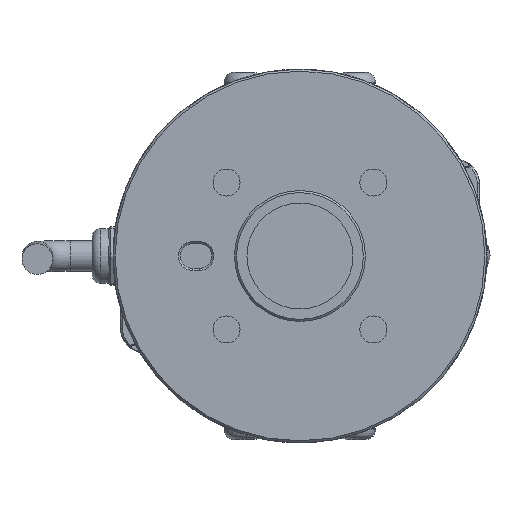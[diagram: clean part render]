
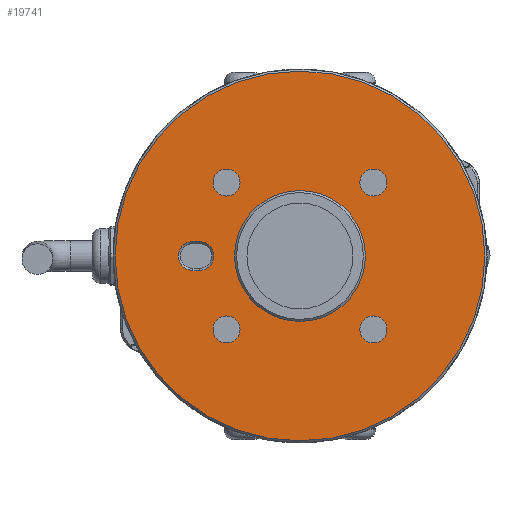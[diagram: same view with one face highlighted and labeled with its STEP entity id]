
A CAD part, front view. The second image highlights one B-rep face of the part: STEP entity #19741.
In plain terms, the highlighted planar face has unit normal (0, -1, 0).
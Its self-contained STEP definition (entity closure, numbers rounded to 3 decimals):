
#166 = VERTEX_POINT ( 'NONE', #5131 ) ;
#169 = EDGE_CURVE ( 'NONE', #166, #166, #13280, .T. ) ;
#187 = CIRCLE ( 'NONE', #3318, 44.5 ) ;
#485 = DIRECTION ( 'NONE',  ( 0., 0., 1. ) ) ;
#1495 = EDGE_CURVE ( 'NONE', #15043, #15043, #3336, .T. ) ;
#2609 = EDGE_CURVE ( 'NONE', #9465, #9465, #20318, .T. ) ;
#2967 = CARTESIAN_POINT ( 'NONE',  ( -25.75, -11., 3.5 ) ) ;
#3318 = AXIS2_PLACEMENT_3D ( 'NONE', #15746, #23710, #21544 ) ;
#3336 = CIRCLE ( 'NONE', #12981, 3.25 ) ;
#3784 = VECTOR ( 'NONE', #21458, 1000. ) ;
#3909 = CARTESIAN_POINT ( 'NONE',  ( -24.25, -11., 3.5 ) ) ;
#4062 = LINE ( 'NONE', #11663, #6548 ) ;
#4117 = CARTESIAN_POINT ( 'NONE',  ( 17.678, -11., -17.678 ) ) ;
#4222 = AXIS2_PLACEMENT_3D ( 'NONE', #4117, #6099, #23781 ) ;
#4565 = FACE_BOUND ( 'NONE', #11861, .T. ) ;
#4718 = AXIS2_PLACEMENT_3D ( 'NONE', #14929, #6951, #15013 ) ;
#4761 = VERTEX_POINT ( 'NONE', #15539 ) ;
#5131 = CARTESIAN_POINT ( 'NONE',  ( 17.678, -11., 20.928 ) ) ;
#5277 = EDGE_CURVE ( 'NONE', #10068, #10068, #16228, .T. ) ;
#5460 = EDGE_LOOP ( 'NONE', ( #24032, #16890, #16039, #14721 ) ) ;
#6099 = DIRECTION ( 'NONE',  ( 0., 1., 0. ) ) ;
#6346 = CARTESIAN_POINT ( 'NONE',  ( 17.678, -11., 17.678 ) ) ;
#6548 = VECTOR ( 'NONE', #15573, 1000. ) ;
#6951 = DIRECTION ( 'NONE',  ( 0., -1., 0. ) ) ;
#6953 = VERTEX_POINT ( 'NONE', #7467 ) ;
#6964 = EDGE_CURVE ( 'NONE', #17858, #25143, #4062, .T. ) ;
#7344 = VERTEX_POINT ( 'NONE', #3909 ) ;
#7467 = CARTESIAN_POINT ( 'NONE',  ( 0., -11., 44.5 ) ) ;
#7547 = CARTESIAN_POINT ( 'NONE',  ( -17.678, -11., -14.428 ) ) ;
#8372 = AXIS2_PLACEMENT_3D ( 'NONE', #14174, #16006, #10031 ) ;
#9376 = CIRCLE ( 'NONE', #4718, 3.5 ) ;
#9465 = VERTEX_POINT ( 'NONE', #21253 ) ;
#9570 = FACE_BOUND ( 'NONE', #22088, .T. ) ;
#10031 = DIRECTION ( 'NONE',  ( 0., 0., 1. ) ) ;
#10068 = VERTEX_POINT ( 'NONE', #17358 ) ;
#10179 = FACE_BOUND ( 'NONE', #5460, .T. ) ;
#10200 = CARTESIAN_POINT ( 'NONE',  ( -25.75, -11., -3.5 ) ) ;
#11132 = DIRECTION ( 'NONE',  ( 0., -1., 0. ) ) ;
#11471 = DIRECTION ( 'NONE',  ( 0., -1., 0. ) ) ;
#11663 = CARTESIAN_POINT ( 'NONE',  ( 0., -11., -3.5 ) ) ;
#11861 = EDGE_LOOP ( 'NONE', ( #21435 ) ) ;
#12028 = EDGE_CURVE ( 'NONE', #6953, #6953, #187, .T. ) ;
#12339 = DIRECTION ( 'NONE',  ( 0., 1., 0. ) ) ;
#12343 = DIRECTION ( 'NONE',  ( 0., 1., 0. ) ) ;
#12981 = AXIS2_PLACEMENT_3D ( 'NONE', #19720, #12339, #20480 ) ;
#13280 = CIRCLE ( 'NONE', #15456, 3.25 ) ;
#13466 = CARTESIAN_POINT ( 'NONE',  ( 0., -11., 0. ) ) ;
#13670 = ORIENTED_EDGE ( 'NONE', *, *, #1495, .T. ) ;
#14174 = CARTESIAN_POINT ( 'NONE',  ( -17.678, -11., 17.678 ) ) ;
#14194 = FACE_BOUND ( 'NONE', #15945, .T. ) ;
#14318 = LINE ( 'NONE', #25514, #3784 ) ;
#14538 = CARTESIAN_POINT ( 'NONE',  ( 0., -11., 0. ) ) ;
#14721 = ORIENTED_EDGE ( 'NONE', *, *, #6964, .F. ) ;
#14929 = CARTESIAN_POINT ( 'NONE',  ( -24.25, -11., 0. ) ) ;
#15013 = DIRECTION ( 'NONE',  ( 0., 0., -1. ) ) ;
#15043 = VERTEX_POINT ( 'NONE', #7547 ) ;
#15362 = AXIS2_PLACEMENT_3D ( 'NONE', #24988, #11132, #25159 ) ;
#15456 = AXIS2_PLACEMENT_3D ( 'NONE', #6346, #12343, #485 ) ;
#15539 = CARTESIAN_POINT ( 'NONE',  ( 17.678, -11., -14.428 ) ) ;
#15573 = DIRECTION ( 'NONE',  ( 1., 0., 0. ) ) ;
#15655 = EDGE_LOOP ( 'NONE', ( #13670 ) ) ;
#15713 = DIRECTION ( 'NONE',  ( 0., 0., 1. ) ) ;
#15746 = CARTESIAN_POINT ( 'NONE',  ( 0., -11., 0. ) ) ;
#15752 = FACE_OUTER_BOUND ( 'NONE', #22257, .T. ) ;
#15945 = EDGE_LOOP ( 'NONE', ( #16146 ) ) ;
#16006 = DIRECTION ( 'NONE',  ( 0., 1., 0. ) ) ;
#16039 = ORIENTED_EDGE ( 'NONE', *, *, #16412, .F. ) ;
#16089 = EDGE_CURVE ( 'NONE', #7344, #22415, #14318, .T. ) ;
#16146 = ORIENTED_EDGE ( 'NONE', *, *, #2609, .F. ) ;
#16228 = CIRCLE ( 'NONE', #8372, 3.25 ) ;
#16412 = EDGE_CURVE ( 'NONE', #25143, #7344, #9376, .T. ) ;
#16442 = EDGE_CURVE ( 'NONE', #22415, #17858, #22385, .T. ) ;
#16491 = AXIS2_PLACEMENT_3D ( 'NONE', #13466, #11471, #15713 ) ;
#16890 = ORIENTED_EDGE ( 'NONE', *, *, #16089, .F. ) ;
#17358 = CARTESIAN_POINT ( 'NONE',  ( -17.678, -11., 20.928 ) ) ;
#17582 = EDGE_CURVE ( 'NONE', #4761, #4761, #22028, .T. ) ;
#17858 = VERTEX_POINT ( 'NONE', #10200 ) ;
#18539 = DIRECTION ( 'NONE',  ( 0., 0., 1. ) ) ;
#19269 = ORIENTED_EDGE ( 'NONE', *, *, #17582, .T. ) ;
#19332 = CARTESIAN_POINT ( 'NONE',  ( -24.25, -11., -3.5 ) ) ;
#19720 = CARTESIAN_POINT ( 'NONE',  ( -17.678, -11., -17.678 ) ) ;
#19741 = ADVANCED_FACE ( 'NONE', ( #4565, #25657, #9570, #22585, #10179, #14194, #15752 ), #22350, .F. ) ;
#20318 = CIRCLE ( 'NONE', #16491, 15.75 ) ;
#20441 = DIRECTION ( 'NONE',  ( 0., 1., 0. ) ) ;
#20480 = DIRECTION ( 'NONE',  ( 0., 0., 1. ) ) ;
#21253 = CARTESIAN_POINT ( 'NONE',  ( 0., -11., 15.75 ) ) ;
#21435 = ORIENTED_EDGE ( 'NONE', *, *, #5277, .T. ) ;
#21458 = DIRECTION ( 'NONE',  ( -1., 0., 0. ) ) ;
#21544 = DIRECTION ( 'NONE',  ( 0., 0., 1. ) ) ;
#22028 = CIRCLE ( 'NONE', #4222, 3.25 ) ;
#22088 = EDGE_LOOP ( 'NONE', ( #19269 ) ) ;
#22257 = EDGE_LOOP ( 'NONE', ( #23478 ) ) ;
#22350 = PLANE ( 'NONE',  #24549 ) ;
#22385 = CIRCLE ( 'NONE', #15362, 3.5 ) ;
#22415 = VERTEX_POINT ( 'NONE', #2967 ) ;
#22585 = FACE_BOUND ( 'NONE', #15655, .T. ) ;
#22853 = ORIENTED_EDGE ( 'NONE', *, *, #169, .T. ) ;
#23478 = ORIENTED_EDGE ( 'NONE', *, *, #12028, .F. ) ;
#23710 = DIRECTION ( 'NONE',  ( 0., 1., 0. ) ) ;
#23781 = DIRECTION ( 'NONE',  ( 0., 0., 1. ) ) ;
#24032 = ORIENTED_EDGE ( 'NONE', *, *, #16442, .F. ) ;
#24549 = AXIS2_PLACEMENT_3D ( 'NONE', #14538, #20441, #18539 ) ;
#24988 = CARTESIAN_POINT ( 'NONE',  ( -25.75, -11., 0. ) ) ;
#25143 = VERTEX_POINT ( 'NONE', #19332 ) ;
#25159 = DIRECTION ( 'NONE',  ( 0., 0., -1. ) ) ;
#25297 = EDGE_LOOP ( 'NONE', ( #22853 ) ) ;
#25514 = CARTESIAN_POINT ( 'NONE',  ( 0., -11., 3.5 ) ) ;
#25657 = FACE_BOUND ( 'NONE', #25297, .T. ) ;
